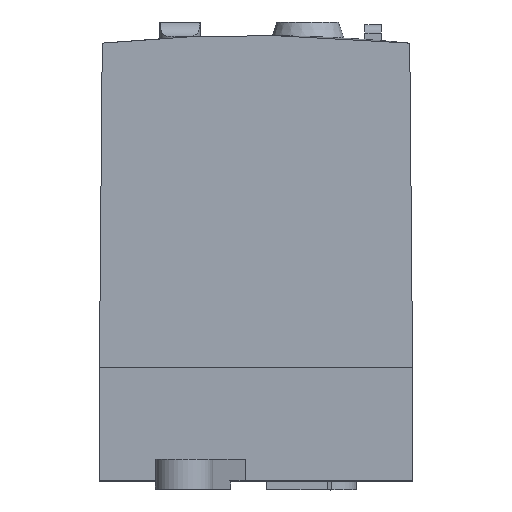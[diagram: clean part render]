
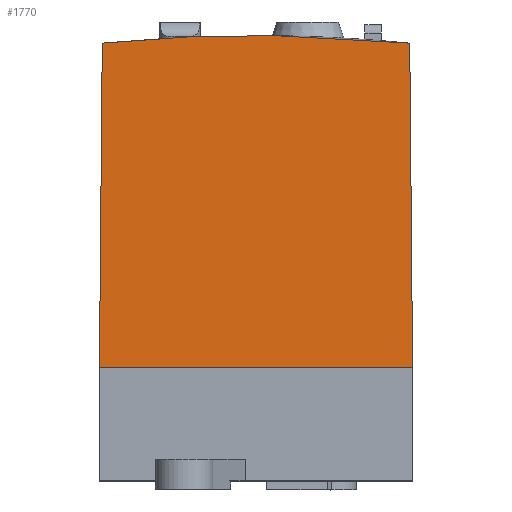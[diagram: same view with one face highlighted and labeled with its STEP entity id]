
A CAD part, top view. The second image highlights one B-rep face of the part: STEP entity #1770.
In plain terms, the highlighted planar face has unit normal (0, 0.009, 1).
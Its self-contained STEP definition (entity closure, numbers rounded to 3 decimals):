
#1757=AXIS2_PLACEMENT_3D('Plane Axis2P3D',#1754,#1755,#1756) ;
#103=CARTESIAN_POINT('Vertex',(-37.412,226.543,44.312)) ;
#107=CARTESIAN_POINT('Control Point',(37.412,226.543,44.312)) ;
#108=CARTESIAN_POINT('Control Point',(18.767,228.398,44.296)) ;
#109=CARTESIAN_POINT('Control Point',(0.,229.021,44.29)) ;
#110=CARTESIAN_POINT('Control Point',(-18.767,228.398,44.296)) ;
#111=CARTESIAN_POINT('Control Point',(-37.412,226.543,44.312)) ;
#112=CARTESIAN_POINT('Vertex',(37.412,226.543,44.312)) ;
#1134=CARTESIAN_POINT('Vertex',(-38.1,147.7,45.)) ;
#1428=CARTESIAN_POINT('Vertex',(38.1,147.7,45.)) ;
#1431=CARTESIAN_POINT('Line Origine',(0.,147.7,45.)) ;
#1720=CARTESIAN_POINT('Line Origine',(37.756,187.121,44.656)) ;
#1754=CARTESIAN_POINT('Axis2P3D Location',(0.,147.7,45.)) ;
#1759=CARTESIAN_POINT('Line Origine',(-37.756,187.121,44.656)) ;
#1432=DIRECTION('Vector Direction',(-1.,0.,0.)) ;
#1721=DIRECTION('Vector Direction',(-0.009,1.,-0.009)) ;
#1755=DIRECTION('Axis2P3D Direction',(0.,0.009,1.)) ;
#1756=DIRECTION('Axis2P3D XDirection',(0.,1.,-0.009)) ;
#1760=DIRECTION('Vector Direction',(0.009,1.,-0.009)) ;
#1433=VECTOR('Line Direction',#1432,1.) ;
#1722=VECTOR('Line Direction',#1721,1.) ;
#1761=VECTOR('Line Direction',#1760,1.) ;
#1765=ORIENTED_EDGE('',*,*,#1435,.F.) ;
#1766=ORIENTED_EDGE('',*,*,#1724,.T.) ;
#1767=ORIENTED_EDGE('',*,*,#114,.T.) ;
#1768=ORIENTED_EDGE('',*,*,#1763,.F.) ;
#1770=ADVANCED_FACE('Comando motore diretto MOD',(#1769),#1758,.T.) ;
#106=B_SPLINE_CURVE_WITH_KNOTS('',4,(#107,#108,#109,#110,#111),.UNSPECIFIED.,.F.,.U.,(5,5),(0.,105.991),.UNSPECIFIED.) ;
#114=EDGE_CURVE('',#113,#104,#106,.T.) ;
#1435=EDGE_CURVE('',#1429,#1135,#1434,.T.) ;
#1724=EDGE_CURVE('',#1429,#113,#1723,.T.) ;
#1763=EDGE_CURVE('',#1135,#104,#1762,.T.) ;
#1764=EDGE_LOOP('',(#1765,#1766,#1767,#1768)) ;
#1769=FACE_OUTER_BOUND('',#1764,.T.) ;
#1434=LINE('Line',#1431,#1433) ;
#1723=LINE('Line',#1720,#1722) ;
#1762=LINE('Line',#1759,#1761) ;
#1758=PLANE('',#1757) ;
#104=VERTEX_POINT('',#103) ;
#113=VERTEX_POINT('',#112) ;
#1135=VERTEX_POINT('',#1134) ;
#1429=VERTEX_POINT('',#1428) ;
